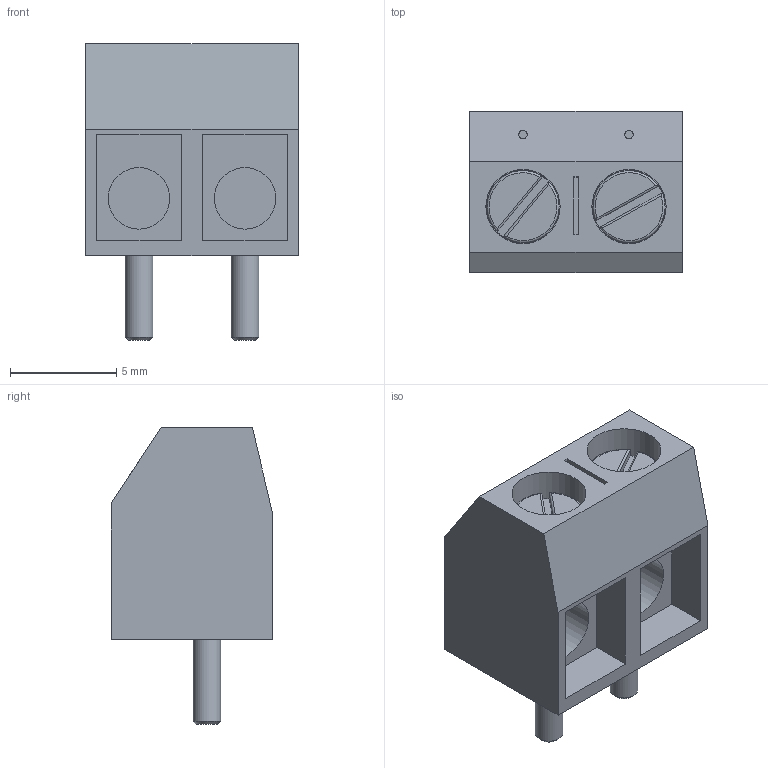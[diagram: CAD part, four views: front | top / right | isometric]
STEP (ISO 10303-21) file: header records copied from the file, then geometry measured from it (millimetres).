
FILE_DESCRIPTION(/* description */ ('Alibre Inc.'),/* implementation_level */ '2;1');
FILE_NAME(/* name */ 'export0',/* time_stamp */ '2015-04-07T12:02:14+03:00',/* author */ (''),/* organization */ (''),/* preprocessor_version */ 'ST-DEVELOPER v14',/* originating_system */ 'Alibre',/* authorisation */ '');
FILE_SCHEMA (('AUTOMOTIVE_DESIGN'));
Length unit declared in the file: centimetre
Bounding box: 10 x 7.6 x 14 mm (x, y, z)
Volume: 551.3 mm3; surface area: 779.5 mm2
Topology: 1 solids, 1 shells, 61 faces, 130 edges, 84 vertices
Faces by surface type: plane 41, cylinder 14, torus 4, cone 2
Full cylindrical faces by diameter (mm): 0.4 x2, 1.3 x2, 2.9 x2, 3.4 x2, 3.5 x2
Entity records: 1661 total; most frequent: CARTESIAN_POINT 357, ORIENTED_EDGE 228, DIRECTION 213, EDGE_CURVE 114, AXIS2_PLACEMENT_3D 91, EDGE_LOOP 86, FACE_BOUND 86, VERTEX_POINT 80
